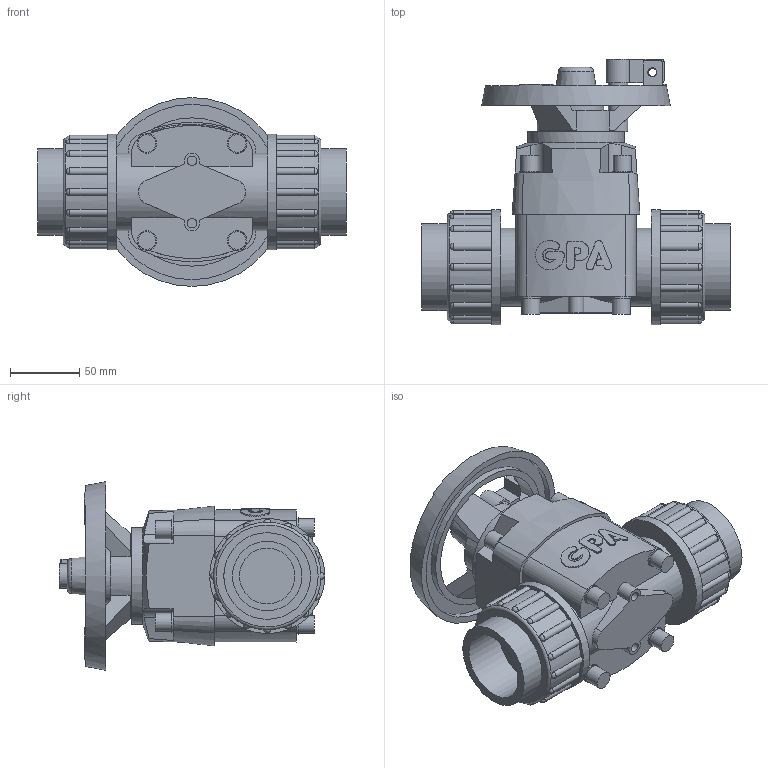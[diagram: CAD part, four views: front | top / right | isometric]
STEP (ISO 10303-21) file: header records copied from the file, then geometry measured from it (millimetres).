
FILE_DESCRIPTION(/* description */ ('PVC Diaphragm Valve with EPDM diaphragm and PVC Sockets, Ø50/DN40 , PN10'),/* implementation_level */ '2;1');
FILE_NAME(/* name */ 'T4UIU-E-050',/* time_stamp */ '2022-08-04T16:52:02+02:00',/* author */ ('COAB Solutions'),/* organization */ ('GPA Flowsystem'),/* preprocessor_version */ 'ST-DEVELOPER v18.1',/* originating_system */ 'www.coabsolutions.com',/* authorisation */ 'unknown authorization');
FILE_SCHEMA (('AUTOMOTIVE_DESIGN { 1 0 10303 214 3 1 1 }'));
Length unit declared in the file: millimetre
Products named in the file (1): T4UIU-E-050
Bounding box: 222 x 191.33 x 136 mm (x, y, z)
Volume: 1437064.7 mm3; surface area: 177817.9 mm2
Topology: 1 solids, 4 shells, 337 faces, 847 edges, 549 vertices
Faces by surface type: plane 155, cylinder 116, sphere 32, bspline 21, cone 9, torus 4
Full cylindrical faces by diameter (mm): 5.667 x1, 6.476 x1, 6.75 x2, 6.96 x14, 12.889 x8, 13.92 x1, 14.178 x8, 40 x4, 40.02 x1, 50 x2, 56.1 x2, 62.48 x2, 62.5 x2, 67.23 x2, 69.6 x1, 77.467 x2, 83 x2, 97.143 x1, 106.857 x1, 126.286 x1
Entity records: 11767 total; most frequent: CARTESIAN_POINT 3275, DIRECTION 1775, ORIENTED_EDGE 1694, EDGE_CURVE 847, AXIS2_PLACEMENT_3D 712, VERTEX_POINT 549, CIRCLE 386, EDGE_LOOP 378
